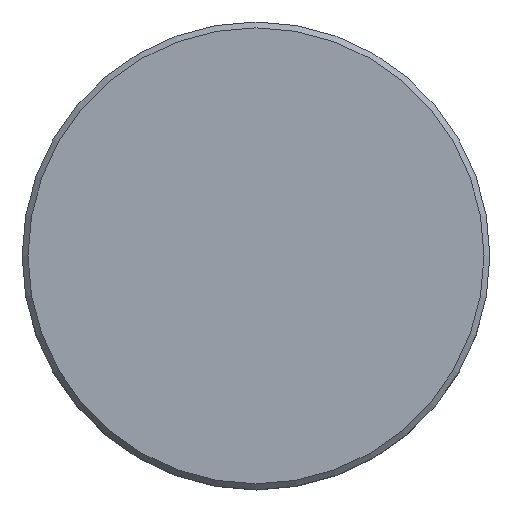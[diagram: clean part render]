
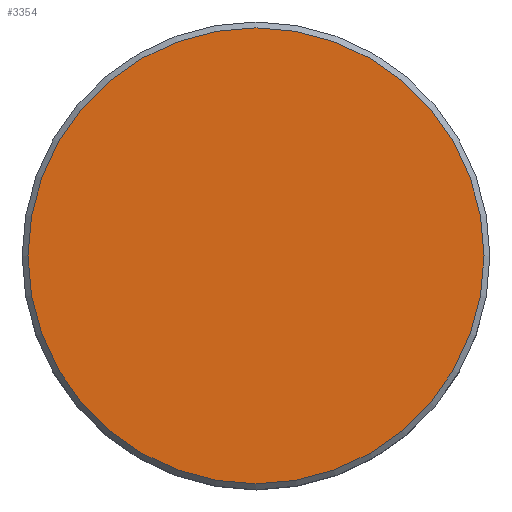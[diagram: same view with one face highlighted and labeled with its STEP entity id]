
A CAD part, top view. The second image highlights one B-rep face of the part: STEP entity #3354.
In plain terms, the highlighted planar face has unit normal (0, 0, 1).
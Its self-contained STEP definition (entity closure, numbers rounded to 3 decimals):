
#196=PLANE('',#3562);
#384=FACE_OUTER_BOUND('',#572,.T.);
#572=EDGE_LOOP('',(#2254));
#1130=CIRCLE('',#3558,39.);
#1318=VERTEX_POINT('',#4880);
#1688=EDGE_CURVE('',#1318,#1318,#1130,.T.);
#2254=ORIENTED_EDGE('',*,*,#1688,.F.);
#3354=ADVANCED_FACE('',(#384),#196,.T.);
#3558=AXIS2_PLACEMENT_3D('',#4881,#3945,#3946);
#3562=AXIS2_PLACEMENT_3D('',#4889,#3955,#3956);
#3945=DIRECTION('center_axis',(0.,0.,-1.));
#3946=DIRECTION('ref_axis',(1.,0.,0.));
#3955=DIRECTION('center_axis',(0.,0.,1.));
#3956=DIRECTION('ref_axis',(1.,0.,0.));
#4880=CARTESIAN_POINT('',(-39.,0.,30.));
#4881=CARTESIAN_POINT('Origin',(0.,0.,30.));
#4889=CARTESIAN_POINT('Origin',(0.,0.,30.));
